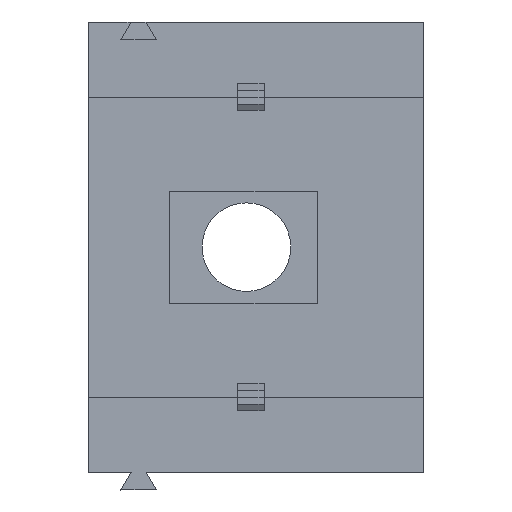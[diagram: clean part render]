
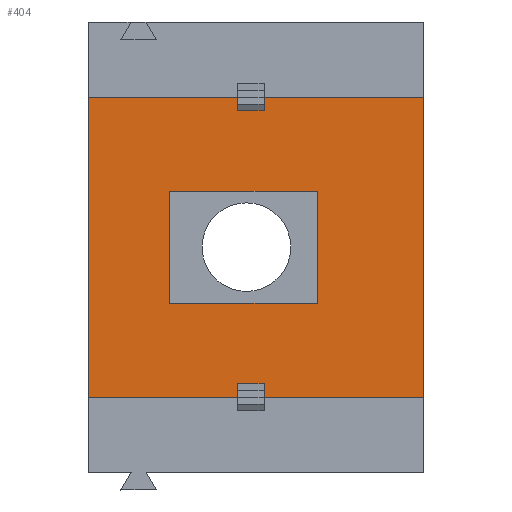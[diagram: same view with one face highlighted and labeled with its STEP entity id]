
A CAD part, front view. The second image highlights one B-rep face of the part: STEP entity #404.
In plain terms, the highlighted planar face has unit normal (0, -1, 0).
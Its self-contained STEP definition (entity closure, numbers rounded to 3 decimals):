
#404 = ADVANCED_FACE( '', ( #883, #884 ), #885, .T. );
#883 = FACE_BOUND( '', #1460, .T. );
#884 = FACE_OUTER_BOUND( '', #1461, .T. );
#885 = PLANE( '', #1462 );
#1460 = EDGE_LOOP( '', ( #2430, #2431, #2432, #2433 ) );
#1461 = EDGE_LOOP( '', ( #2434, #2435, #2436, #2437, #2438, #2439, #2440, #2441, #2442, #2443, #2444, #2445 ) );
#1462 = AXIS2_PLACEMENT_3D( '', #2446, #2447, #2448 );
#2430 = ORIENTED_EDGE( '', *, *, #3806, .T. );
#2431 = ORIENTED_EDGE( '', *, *, #3980, .T. );
#2432 = ORIENTED_EDGE( '', *, *, #3981, .T. );
#2433 = ORIENTED_EDGE( '', *, *, #3982, .T. );
#2434 = ORIENTED_EDGE( '', *, *, #3964, .F. );
#2435 = ORIENTED_EDGE( '', *, *, #3983, .T. );
#2436 = ORIENTED_EDGE( '', *, *, #3796, .T. );
#2437 = ORIENTED_EDGE( '', *, *, #3984, .T. );
#2438 = ORIENTED_EDGE( '', *, *, #3746, .F. );
#2439 = ORIENTED_EDGE( '', *, *, #3985, .T. );
#2440 = ORIENTED_EDGE( '', *, *, #3930, .F. );
#2441 = ORIENTED_EDGE( '', *, *, #3986, .T. );
#2442 = ORIENTED_EDGE( '', *, *, #3987, .T. );
#2443 = ORIENTED_EDGE( '', *, *, #3988, .T. );
#2444 = ORIENTED_EDGE( '', *, *, #3716, .F. );
#2445 = ORIENTED_EDGE( '', *, *, #3827, .T. );
#2446 = CARTESIAN_POINT( '', ( 5.675, 0., 7.32 ) );
#2447 = DIRECTION( '', ( 0., -1., 0. ) );
#2448 = DIRECTION( '', ( 0., 0., 1. ) );
#3716 = EDGE_CURVE( '', #4504, #4497, #4506, .T. );
#3746 = EDGE_CURVE( '', #4557, #4550, #4559, .T. );
#3796 = EDGE_CURVE( '', #4645, #4643, #4646, .T. );
#3806 = EDGE_CURVE( '', #4659, #4660, #4661, .T. );
#3827 = EDGE_CURVE( '', #4504, #4696, #4697, .T. );
#3930 = EDGE_CURVE( '', #4862, #4864, #4865, .T. );
#3964 = EDGE_CURVE( '', #4921, #4696, #4923, .T. );
#3980 = EDGE_CURVE( '', #4660, #4948, #4949, .T. );
#3981 = EDGE_CURVE( '', #4948, #4950, #4951, .T. );
#3982 = EDGE_CURVE( '', #4950, #4659, #4952, .T. );
#3983 = EDGE_CURVE( '', #4921, #4645, #4953, .T. );
#3984 = EDGE_CURVE( '', #4643, #4550, #4954, .T. );
#3985 = EDGE_CURVE( '', #4557, #4864, #4955, .T. );
#3986 = EDGE_CURVE( '', #4862, #4956, #4957, .T. );
#3987 = EDGE_CURVE( '', #4956, #4958, #4959, .T. );
#3988 = EDGE_CURVE( '', #4958, #4497, #4960, .T. );
#4497 = VERTEX_POINT( '', #5634 );
#4504 = VERTEX_POINT( '', #5644 );
#4506 = LINE( '', #5647, #5648 );
#4550 = VERTEX_POINT( '', #5710 );
#4557 = VERTEX_POINT( '', #5720 );
#4559 = LINE( '', #5723, #5724 );
#4643 = VERTEX_POINT( '', #5850 );
#4645 = VERTEX_POINT( '', #5853 );
#4646 = LINE( '', #5854, #5855 );
#4659 = VERTEX_POINT( '', #5874 );
#4660 = VERTEX_POINT( '', #5875 );
#4661 = LINE( '', #5876, #5877 );
#4696 = VERTEX_POINT( '', #5927 );
#4697 = LINE( '', #5928, #5929 );
#4862 = VERTEX_POINT( '', #6166 );
#4864 = VERTEX_POINT( '', #6169 );
#4865 = LINE( '', #6170, #6171 );
#4921 = VERTEX_POINT( '', #6249 );
#4923 = LINE( '', #6252, #6253 );
#4948 = VERTEX_POINT( '', #6289 );
#4949 = LINE( '', #6290, #6291 );
#4950 = VERTEX_POINT( '', #6292 );
#4951 = LINE( '', #6293, #6294 );
#4952 = LINE( '', #6295, #6296 );
#4953 = LINE( '', #6297, #6298 );
#4954 = LINE( '', #6299, #6300 );
#4955 = LINE( '', #6301, #6302 );
#4956 = VERTEX_POINT( '', #6303 );
#4957 = LINE( '', #6304, #6305 );
#4958 = VERTEX_POINT( '', #6306 );
#4959 = LINE( '', #6307, #6308 );
#4960 = LINE( '', #6309, #6310 );
#5634 = CARTESIAN_POINT( '', ( 5.05, 0., 0. ) );
#5644 = CARTESIAN_POINT( '', ( 5.05, 0., 0.45 ) );
#5647 = CARTESIAN_POINT( '', ( 5.05, 0., 5.08 ) );
#5648 = VECTOR( '', #7049, 1000. );
#5710 = CARTESIAN_POINT( '', ( 5.95, 0., 10.16 ) );
#5720 = CARTESIAN_POINT( '', ( 5.95, 0., 9.71 ) );
#5723 = CARTESIAN_POINT( '', ( 5.95, 0., 10.16 ) );
#5724 = VECTOR( '', #7078, 1000. );
#5850 = CARTESIAN_POINT( '', ( 11.35, 0., 10.16 ) );
#5853 = CARTESIAN_POINT( '', ( 11.35, 0., 0. ) );
#5854 = CARTESIAN_POINT( '', ( 11.35, 0., 2.54 ) );
#5855 = VECTOR( '', #7122, 1000. );
#5874 = CARTESIAN_POINT( '', ( 2.75, 0., 6.98 ) );
#5875 = CARTESIAN_POINT( '', ( 7.75, 0., 6.98 ) );
#5876 = CARTESIAN_POINT( '', ( 5.35, 0., 6.98 ) );
#5877 = VECTOR( '', #7129, 1000. );
#5927 = CARTESIAN_POINT( '', ( 5.95, 0., 0.45 ) );
#5928 = CARTESIAN_POINT( '', ( 5.35, 0., 0.45 ) );
#5929 = VECTOR( '', #7148, 1000. );
#6166 = CARTESIAN_POINT( '', ( 5.05, 0., 10.16 ) );
#6169 = CARTESIAN_POINT( '', ( 5.05, 0., 9.71 ) );
#6170 = CARTESIAN_POINT( '', ( 5.05, 0., 10.16 ) );
#6171 = VECTOR( '', #7243, 1000. );
#6249 = CARTESIAN_POINT( '', ( 5.95, 0., 0. ) );
#6252 = CARTESIAN_POINT( '', ( 5.95, 0., 5.08 ) );
#6253 = VECTOR( '', #7276, 1000. );
#6289 = CARTESIAN_POINT( '', ( 7.75, 0., 3.18 ) );
#6290 = CARTESIAN_POINT( '', ( 7.75, 0., 10.16 ) );
#6291 = VECTOR( '', #7291, 1000. );
#6292 = CARTESIAN_POINT( '', ( 2.75, 0., 3.18 ) );
#6293 = CARTESIAN_POINT( '', ( 5.35, 0., 3.18 ) );
#6294 = VECTOR( '', #7292, 1000. );
#6295 = CARTESIAN_POINT( '', ( 2.75, 0., 10.16 ) );
#6296 = VECTOR( '', #7293, 1000. );
#6297 = CARTESIAN_POINT( '', ( 5.35, 0., 0. ) );
#6298 = VECTOR( '', #7294, 1000. );
#6299 = CARTESIAN_POINT( '', ( 5.35, 0., 10.16 ) );
#6300 = VECTOR( '', #7295, 1000. );
#6301 = CARTESIAN_POINT( '', ( 5.35, 0., 9.71 ) );
#6302 = VECTOR( '', #7296, 1000. );
#6303 = CARTESIAN_POINT( '', ( 0., 0., 10.16 ) );
#6304 = CARTESIAN_POINT( '', ( 5.35, 0., 10.16 ) );
#6305 = VECTOR( '', #7297, 1000. );
#6306 = CARTESIAN_POINT( '', ( 0., 0., 0. ) );
#6307 = CARTESIAN_POINT( '', ( 0., 0., 7.62 ) );
#6308 = VECTOR( '', #7298, 1000. );
#6309 = CARTESIAN_POINT( '', ( 5.35, 0., 0. ) );
#6310 = VECTOR( '', #7299, 1000. );
#7049 = DIRECTION( '', ( 0., 0., -1. ) );
#7078 = DIRECTION( '', ( 0., 0., 1. ) );
#7122 = DIRECTION( '', ( 0., 0., 1. ) );
#7129 = DIRECTION( '', ( 1., 0., 0. ) );
#7148 = DIRECTION( '', ( 1., 0., 0. ) );
#7243 = DIRECTION( '', ( 0., 0., -1. ) );
#7276 = DIRECTION( '', ( 0., 0., 1. ) );
#7291 = DIRECTION( '', ( 0., 0., -1. ) );
#7292 = DIRECTION( '', ( -1., 0., 0. ) );
#7293 = DIRECTION( '', ( 0., 0., 1. ) );
#7294 = DIRECTION( '', ( 1., 0., 0. ) );
#7295 = DIRECTION( '', ( -1., 0., 0. ) );
#7296 = DIRECTION( '', ( -1., 0., 0. ) );
#7297 = DIRECTION( '', ( -1., 0., 0. ) );
#7298 = DIRECTION( '', ( 0., 0., -1. ) );
#7299 = DIRECTION( '', ( 1., 0., 0. ) );
